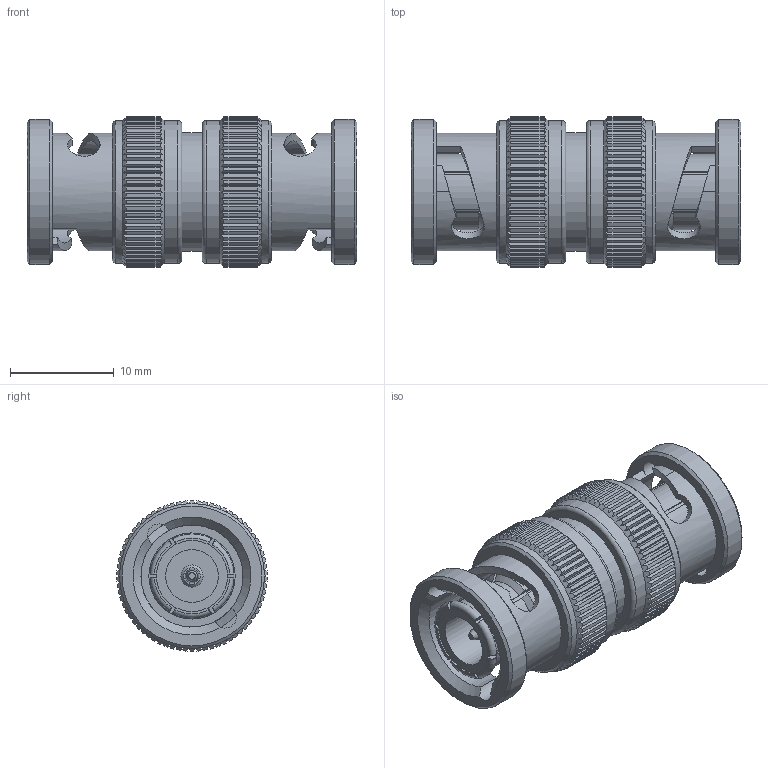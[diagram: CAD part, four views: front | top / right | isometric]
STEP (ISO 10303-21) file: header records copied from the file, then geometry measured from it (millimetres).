
FILE_DESCRIPTION (( 'STEP AP203' ), '1' );
FILE_NAME ('PE9000_3D.step', '2020-07-09T16:00:10', ( '' ), ( '' ), 'SwSTEP 2.0', 'SolidWorks 2018', '' );
FILE_SCHEMA (( 'CONFIG_CONTROL_DESIGN' ));
Length unit declared in the file: inch
Products named in the file (1): PE9000_3D
Bounding box: 31.75 x 14.5 x 14.5 mm (x, y, z)
Volume: 3221.4 mm3; surface area: 3154.4 mm2
Topology: 1 solids, 1 shells, 633 faces, 1828 edges, 1205 vertices
Faces by surface type: plane 350, cylinder 205, cone 32, bspline 32, torus 14
Full cylindrical faces by diameter (mm): 1.321 x2, 2.134 x2, 5.08 x2, 8.296 x2, 9.83 x2, 11.317 x2, 11.452 x1, 13.738 x4, 13.97 x2
Entity records: 22530 total; most frequent: CARTESIAN_POINT 7261, ORIENTED_EDGE 3524, DIRECTION 2698, EDGE_CURVE 1762, VERTEX_POINT 1180, AXIS2_PLACEMENT_3D 1060, B_SPLINE_CURVE_WITH_KNOTS 722, EDGE_LOOP 682
